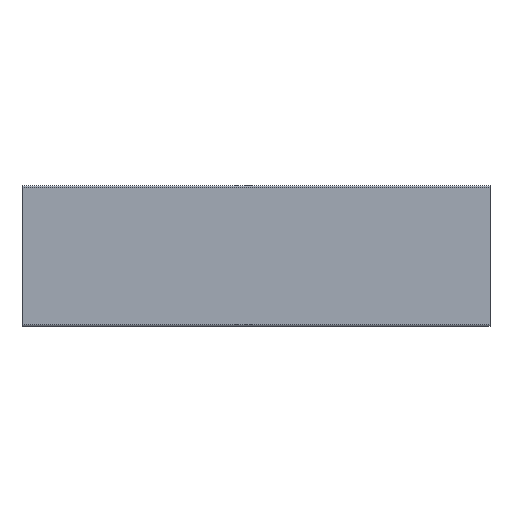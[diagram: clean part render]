
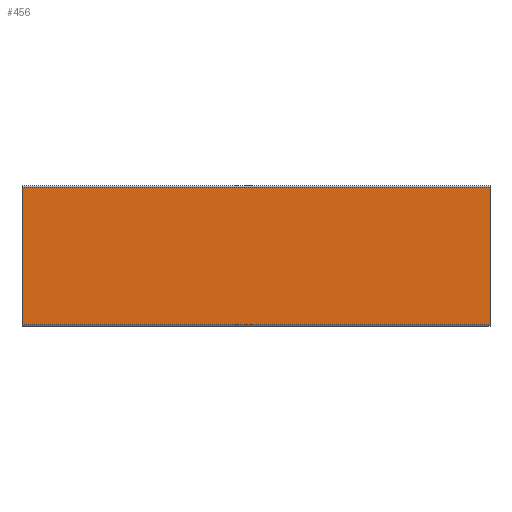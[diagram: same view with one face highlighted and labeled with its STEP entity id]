
A CAD part, top view. The second image highlights one B-rep face of the part: STEP entity #456.
In plain terms, the highlighted planar face has unit normal (0, 0, 1).
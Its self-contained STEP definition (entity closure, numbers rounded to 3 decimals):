
#44 = VERTEX_POINT ( 'NONE', #1021 ) ;
#54 = FACE_OUTER_BOUND ( 'NONE', #928, .T. ) ;
#182 = ORIENTED_EDGE ( 'NONE', *, *, #2237, .T. ) ;
#200 = ORIENTED_EDGE ( 'NONE', *, *, #1168, .T. ) ;
#257 = CARTESIAN_POINT ( 'NONE',  ( -1000., -300., 0. ) ) ;
#400 = VECTOR ( 'NONE', #1814, 1000. ) ;
#456 = ADVANCED_FACE ( 'NONE', ( #54 ), #3206, .F. ) ;
#466 = VERTEX_POINT ( 'NONE', #2162 ) ;
#496 = LINE ( 'NONE', #257, #2599 ) ;
#568 = VECTOR ( 'NONE', #2815, 1000. ) ;
#587 = CARTESIAN_POINT ( 'NONE',  ( 0., 0., 0. ) ) ;
#778 = VECTOR ( 'NONE', #2830, 1000. ) ;
#850 = DIRECTION ( 'NONE',  ( -1., 0., 0. ) ) ;
#928 = EDGE_LOOP ( 'NONE', ( #200, #1617, #3057, #182 ) ) ;
#947 = CARTESIAN_POINT ( 'NONE',  ( 1000., 294., 0. ) ) ;
#1021 = CARTESIAN_POINT ( 'NONE',  ( 1000., -294., 0. ) ) ;
#1113 = CARTESIAN_POINT ( 'NONE',  ( 1000., 294., 0. ) ) ;
#1168 = EDGE_CURVE ( 'NONE', #2925, #2026, #2777, .T. ) ;
#1443 = EDGE_CURVE ( 'NONE', #2026, #466, #496, .T. ) ;
#1523 = LINE ( 'NONE', #2576, #400 ) ;
#1553 = DIRECTION ( 'NONE',  ( 0., -1., 0. ) ) ;
#1559 = LINE ( 'NONE', #3081, #568 ) ;
#1617 = ORIENTED_EDGE ( 'NONE', *, *, #1443, .T. ) ;
#1814 = DIRECTION ( 'NONE',  ( 0., 1., 0. ) ) ;
#2026 = VERTEX_POINT ( 'NONE', #3256 ) ;
#2162 = CARTESIAN_POINT ( 'NONE',  ( -1000., -294., 0. ) ) ;
#2200 = EDGE_CURVE ( 'NONE', #466, #44, #1559, .T. ) ;
#2237 = EDGE_CURVE ( 'NONE', #44, #2925, #1523, .T. ) ;
#2478 = AXIS2_PLACEMENT_3D ( 'NONE', #587, #3157, #850 ) ;
#2576 = CARTESIAN_POINT ( 'NONE',  ( 1000., -300., 0. ) ) ;
#2599 = VECTOR ( 'NONE', #1553, 1000. ) ;
#2777 = LINE ( 'NONE', #947, #778 ) ;
#2815 = DIRECTION ( 'NONE',  ( 1., 0., 0. ) ) ;
#2830 = DIRECTION ( 'NONE',  ( -1., 0., 0. ) ) ;
#2925 = VERTEX_POINT ( 'NONE', #1113 ) ;
#3057 = ORIENTED_EDGE ( 'NONE', *, *, #2200, .T. ) ;
#3081 = CARTESIAN_POINT ( 'NONE',  ( -1000., -294., 0. ) ) ;
#3157 = DIRECTION ( 'NONE',  ( 0., 0., -1. ) ) ;
#3206 = PLANE ( 'NONE',  #2478 ) ;
#3256 = CARTESIAN_POINT ( 'NONE',  ( -1000., 294., 0. ) ) ;
